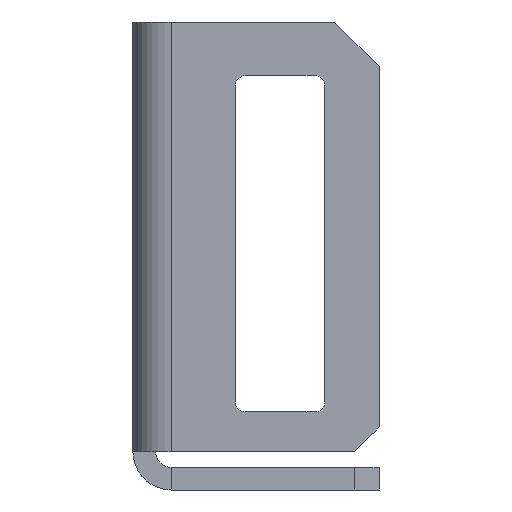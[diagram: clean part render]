
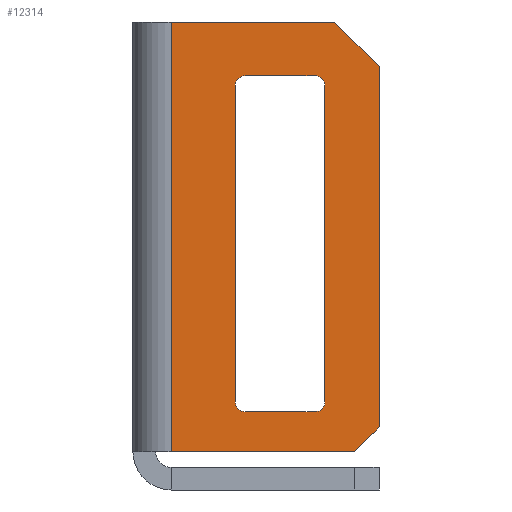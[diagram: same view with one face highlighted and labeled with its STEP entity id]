
A CAD part, left-side view. The second image highlights one B-rep face of the part: STEP entity #12314.
In plain terms, the highlighted planar face has unit normal (-1, 0, 0).
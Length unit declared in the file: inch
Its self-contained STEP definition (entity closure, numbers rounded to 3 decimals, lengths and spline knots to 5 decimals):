
#1244=FACE_BOUND('',#3520,.T.);
#1751=CIRCLE('',#13379,0.02);
#1752=CIRCLE('',#13380,0.02);
#1753=CIRCLE('',#13381,0.02);
#1754=CIRCLE('',#13382,0.02);
#2856=FACE_OUTER_BOUND('',#3519,.T.);
#3519=EDGE_LOOP('',(#11381,#11382,#11383,#11384,#11385,#11386));
#3520=EDGE_LOOP('',(#11387,#11388,#11389,#11390,#11391,#11392,#11393,#11394));
#4544=LINE('',#20481,#5618);
#4563=LINE('',#20601,#5637);
#4577=LINE('',#20639,#5651);
#4578=LINE('',#20641,#5652);
#4579=LINE('',#20642,#5653);
#4580=LINE('',#20643,#5654);
#4581=LINE('',#20646,#5655);
#4582=LINE('',#20650,#5656);
#4583=LINE('',#20654,#5657);
#4584=LINE('',#20658,#5658);
#5618=VECTOR('',#16560,0.872);
#5637=VECTOR('',#16773,0.372);
#5651=VECTOR('',#16805,0.732);
#5652=VECTOR('',#16806,0.12728);
#5653=VECTOR('',#16807,0.332);
#5654=VECTOR('',#16808,0.07071);
#5655=VECTOR('',#16809,0.142);
#5656=VECTOR('',#16812,0.642);
#5657=VECTOR('',#16815,0.142);
#5658=VECTOR('',#16818,0.642);
#6694=VERTEX_POINT('',#19816);
#6698=VERTEX_POINT('',#20480);
#6702=VERTEX_POINT('',#20599);
#6716=VERTEX_POINT('',#20637);
#6717=VERTEX_POINT('',#20638);
#6718=VERTEX_POINT('',#20640);
#6719=VERTEX_POINT('',#20644);
#6720=VERTEX_POINT('',#20645);
#6721=VERTEX_POINT('',#20647);
#6722=VERTEX_POINT('',#20649);
#6723=VERTEX_POINT('',#20651);
#6724=VERTEX_POINT('',#20653);
#6725=VERTEX_POINT('',#20655);
#6726=VERTEX_POINT('',#20657);
#8241=EDGE_CURVE('',#6698,#6694,#4544,.T.);
#8263=EDGE_CURVE('',#6694,#6702,#4563,.T.);
#8281=EDGE_CURVE('',#6716,#6717,#4577,.T.);
#8282=EDGE_CURVE('',#6717,#6718,#4578,.T.);
#8283=EDGE_CURVE('',#6718,#6698,#4579,.T.);
#8284=EDGE_CURVE('',#6702,#6716,#4580,.T.);
#8285=EDGE_CURVE('',#6719,#6720,#4581,.T.);
#8286=EDGE_CURVE('',#6720,#6721,#1751,.T.);
#8287=EDGE_CURVE('',#6721,#6722,#4582,.T.);
#8288=EDGE_CURVE('',#6722,#6723,#1752,.T.);
#8289=EDGE_CURVE('',#6723,#6724,#4583,.T.);
#8290=EDGE_CURVE('',#6724,#6725,#1753,.T.);
#8291=EDGE_CURVE('',#6725,#6726,#4584,.T.);
#8292=EDGE_CURVE('',#6726,#6719,#1754,.T.);
#11381=ORIENTED_EDGE('',*,*,#8281,.T.);
#11382=ORIENTED_EDGE('',*,*,#8282,.T.);
#11383=ORIENTED_EDGE('',*,*,#8283,.T.);
#11384=ORIENTED_EDGE('',*,*,#8241,.T.);
#11385=ORIENTED_EDGE('',*,*,#8263,.T.);
#11386=ORIENTED_EDGE('',*,*,#8284,.T.);
#11387=ORIENTED_EDGE('',*,*,#8285,.T.);
#11388=ORIENTED_EDGE('',*,*,#8286,.T.);
#11389=ORIENTED_EDGE('',*,*,#8287,.T.);
#11390=ORIENTED_EDGE('',*,*,#8288,.T.);
#11391=ORIENTED_EDGE('',*,*,#8289,.T.);
#11392=ORIENTED_EDGE('',*,*,#8290,.T.);
#11393=ORIENTED_EDGE('',*,*,#8291,.T.);
#11394=ORIENTED_EDGE('',*,*,#8292,.T.);
#11782=PLANE('',#13378);
#12314=ADVANCED_FACE('',(#2856,#1244),#11782,.T.);
#13378=AXIS2_PLACEMENT_3D('',#20636,#16803,#16804);
#13379=AXIS2_PLACEMENT_3D('',#20648,#16810,#16811);
#13380=AXIS2_PLACEMENT_3D('',#20652,#16813,#16814);
#13381=AXIS2_PLACEMENT_3D('',#20656,#16816,#16817);
#13382=AXIS2_PLACEMENT_3D('',#20659,#16819,#16820);
#16560=DIRECTION('',(0.,0.,-1.));
#16773=DIRECTION('',(0.,-1.,0.));
#16803=DIRECTION('center_axis',(-1.,0.,0.));
#16804=DIRECTION('ref_axis',(0.,0.,1.));
#16805=DIRECTION('',(0.,0.,1.));
#16806=DIRECTION('',(0.,0.707,0.707));
#16807=DIRECTION('',(0.,1.,0.));
#16808=DIRECTION('',(0.,-0.707,0.707));
#16809=DIRECTION('',(0.,-1.,0.));
#16810=DIRECTION('center_axis',(1.,0.,0.));
#16811=DIRECTION('ref_axis',(0.,-1.,0.));
#16812=DIRECTION('',(0.,0.,-1.));
#16813=DIRECTION('center_axis',(1.,0.,0.));
#16814=DIRECTION('ref_axis',(0.,-1.,0.));
#16815=DIRECTION('',(0.,1.,0.));
#16816=DIRECTION('center_axis',(1.,0.,0.));
#16817=DIRECTION('ref_axis',(0.,-1.,0.));
#16818=DIRECTION('',(0.,0.,1.));
#16819=DIRECTION('center_axis',(1.,0.,0.));
#16820=DIRECTION('ref_axis',(0.,-1.,0.));
#19816=CARTESIAN_POINT('',(-5.72449,-0.032,-2.76768));
#20480=CARTESIAN_POINT('',(-5.72449,-0.032,-1.89568));
#20481=CARTESIAN_POINT('',(-5.72449,-0.032,-1.89568));
#20599=CARTESIAN_POINT('',(-5.72449,-0.404,-2.76768));
#20601=CARTESIAN_POINT('',(-5.72449,-0.032,-2.76768));
#20636=CARTESIAN_POINT('Origin',(-5.72449,0.,
-1.89568));
#20637=CARTESIAN_POINT('',(-5.72449,-0.454,-2.71768));
#20638=CARTESIAN_POINT('',(-5.72449,-0.454,-1.98568));
#20639=CARTESIAN_POINT('',(-5.72449,-0.454,-2.71768));
#20640=CARTESIAN_POINT('',(-5.72449,-0.364,-1.89568));
#20641=CARTESIAN_POINT('',(-5.72449,-0.454,-1.98568));
#20642=CARTESIAN_POINT('',(-5.72449,-0.364,-1.89568));
#20643=CARTESIAN_POINT('',(-5.72449,-0.404,-2.76768));
#20644=CARTESIAN_POINT('',(-5.72449,-0.182,-2.00468));
#20645=CARTESIAN_POINT('',(-5.72449,-0.324,-2.00468));
#20646=CARTESIAN_POINT('',(-5.72449,-0.182,-2.00468));
#20647=CARTESIAN_POINT('',(-5.72449,-0.344,-2.02468));
#20648=CARTESIAN_POINT('Origin',(-5.72449,-0.324,-2.02468));
#20649=CARTESIAN_POINT('',(-5.72449,-0.344,-2.66668));
#20650=CARTESIAN_POINT('',(-5.72449,-0.344,-2.02468));
#20651=CARTESIAN_POINT('',(-5.72449,-0.324,-2.68668));
#20652=CARTESIAN_POINT('Origin',(-5.72449,-0.324,-2.66668));
#20653=CARTESIAN_POINT('',(-5.72449,-0.182,-2.68668));
#20654=CARTESIAN_POINT('',(-5.72449,-0.324,-2.68668));
#20655=CARTESIAN_POINT('',(-5.72449,-0.162,-2.66668));
#20656=CARTESIAN_POINT('Origin',(-5.72449,-0.182,-2.66668));
#20657=CARTESIAN_POINT('',(-5.72449,-0.162,-2.02468));
#20658=CARTESIAN_POINT('',(-5.72449,-0.162,-2.66668));
#20659=CARTESIAN_POINT('Origin',(-5.72449,-0.182,-2.02468));
